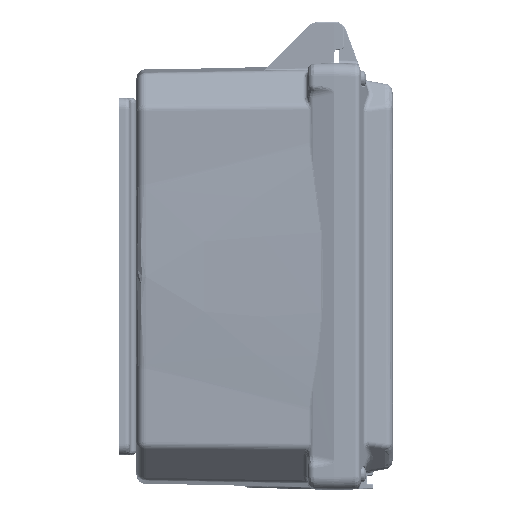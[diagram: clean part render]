
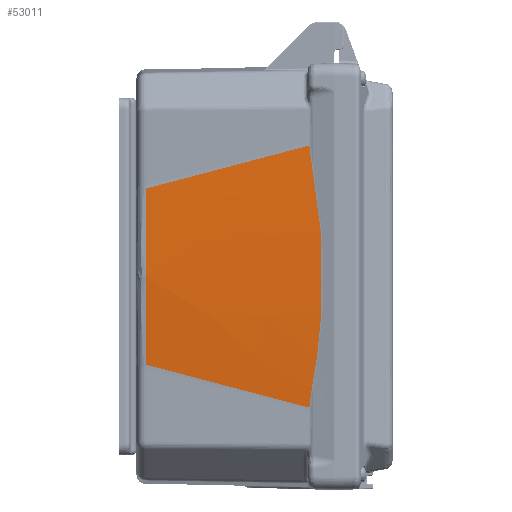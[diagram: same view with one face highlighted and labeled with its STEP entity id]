
A CAD part, front view. The second image highlights one B-rep face of the part: STEP entity #53011.
In plain terms, the highlighted free-form (B-spline) face has degree [3, 3] with [8, 4] control points.
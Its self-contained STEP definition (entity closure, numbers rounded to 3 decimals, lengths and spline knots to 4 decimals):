
#15766=CARTESIAN_POINT('',(-3.777,-5.0822,
-1.7577));
#15767=CARTESIAN_POINT('',(-3.4295,-5.0879,
-1.8499));
#15768=CARTESIAN_POINT('',(-2.7235,-5.0998,
-2.0368));
#15769=CARTESIAN_POINT('',(-1.6307,-5.1183,
-2.325));
#15770=CARTESIAN_POINT('',(-0.8819,-5.1312,
-2.522));
#15771=CARTESIAN_POINT('',(-0.5022,-5.1377,
-2.6217));
#15780=CARTESIAN_POINT('',(-0.4515,-5.1577,
-2.2359));
#15781=CARTESIAN_POINT('',(-0.4548,-5.1569,
-2.2525));
#15782=CARTESIAN_POINT('',(-0.4616,-5.1552,
-2.2871));
#15783=CARTESIAN_POINT('',(-0.4686,-5.1524,
-2.3436));
#15784=CARTESIAN_POINT('',(-0.477,-5.1493,
-2.4046));
#15785=CARTESIAN_POINT('',(-0.4858,-5.1458,
-2.471));
#15786=CARTESIAN_POINT('',(-0.4942,-5.142,
-2.5429));
#15787=CARTESIAN_POINT('',(-0.4995,-5.1392,
-2.5948));
#15788=CARTESIAN_POINT('',(-0.5022,-5.1377,
-2.6217));
#15802=CARTESIAN_POINT('',(-0.4508,-5.1578,
2.2361));
#15803=CARTESIAN_POINT('',(-0.4393,-5.1606,
2.1779));
#15804=CARTESIAN_POINT('',(-0.4145,-5.1669,
2.0475));
#15805=CARTESIAN_POINT('',(-0.374,-5.177,
1.8066));
#15806=CARTESIAN_POINT('',(-0.3343,-5.1869,
1.5292));
#15807=CARTESIAN_POINT('',(-0.2986,-5.1959,
1.2211));
#15808=CARTESIAN_POINT('',(-0.2694,-5.2032,
0.8889));
#15809=CARTESIAN_POINT('',(-0.2488,-5.2083,
0.5395));
#15810=CARTESIAN_POINT('',(-0.2382,-5.211,
0.1796));
#15811=CARTESIAN_POINT('',(-0.2382,-5.2109,
-0.1835));
#15812=CARTESIAN_POINT('',(-0.2489,-5.2083,
-0.5431));
#15813=CARTESIAN_POINT('',(-0.2696,-5.2031,
-0.8921));
#15814=CARTESIAN_POINT('',(-0.2988,-5.1958,
-1.2236));
#15815=CARTESIAN_POINT('',(-0.3346,-5.1868,
-1.5311));
#15816=CARTESIAN_POINT('',(-0.3743,-5.1769,
-1.8078));
#15817=CARTESIAN_POINT('',(-0.4143,-5.1669,
-2.0481));
#15818=CARTESIAN_POINT('',(-0.44,-5.1606,
-2.1779));
#15819=CARTESIAN_POINT('',(-0.4515,-5.1577,
-2.2359));
#15845=CARTESIAN_POINT('',(-0.5022,-5.1377,
2.6217));
#15846=CARTESIAN_POINT('',(-0.4982,-5.1399,
2.5821));
#15847=CARTESIAN_POINT('',(-0.4897,-5.1443,
2.5008));
#15848=CARTESIAN_POINT('',(-0.4729,-5.1512,
2.3698));
#15849=CARTESIAN_POINT('',(-0.46,-5.1555,
2.2812));
#15850=CARTESIAN_POINT('',(-0.4508,-5.1578,
2.2361));
#15943=CARTESIAN_POINT('',(-3.777,-5.0822,
1.7577));
#15956=CARTESIAN_POINT('',(-0.5022,-5.1377,
2.6217));
#15957=CARTESIAN_POINT('',(-0.8819,-5.1312,
2.522));
#15958=CARTESIAN_POINT('',(-1.6307,-5.1183,
2.325));
#15959=CARTESIAN_POINT('',(-2.7235,-5.0998,
2.0368));
#15960=CARTESIAN_POINT('',(-3.4295,-5.0879,
1.8499));
#15961=CARTESIAN_POINT('',(-3.777,-5.0822,
1.7577));
#15963=CARTESIAN_POINT('',(-3.777,-5.0822,
1.7577));
#15964=CARTESIAN_POINT('',(-3.7754,-5.1119,
1.3684));
#15965=CARTESIAN_POINT('',(-3.7732,-5.1516,
0.5877));
#15966=CARTESIAN_POINT('',(-3.7732,-5.1516,
-0.5877));
#15967=CARTESIAN_POINT('',(-3.7754,-5.1119,
-1.3683));
#15968=CARTESIAN_POINT('',(-3.777,-5.0822,
-1.7577));
#19709=VERTEX_POINT('',#15943);
#19711=VERTEX_POINT('',#15968);
#20447=VERTEX_POINT('',#15780);
#20448=VERTEX_POINT('',#15788);
#20451=VERTEX_POINT('',#15802);
#20453=VERTEX_POINT('',#15845);
#52965=CARTESIAN_POINT('',(-0.1675,-5.1379,
2.8161));
#52966=CARTESIAN_POINT('',(-1.3942,-5.1165,
2.4877));
#52967=CARTESIAN_POINT('',(-2.621,-5.0951,
2.1593));
#52968=CARTESIAN_POINT('',(-3.8478,-5.0737,
1.8309));
#52969=CARTESIAN_POINT('',(-0.1675,-5.1393,
2.7895));
#52970=CARTESIAN_POINT('',(-1.3942,-5.1179,
2.4642));
#52971=CARTESIAN_POINT('',(-2.621,-5.0965,
2.139));
#52972=CARTESIAN_POINT('',(-3.8478,-5.0751,
1.8137));
#52973=CARTESIAN_POINT('',(-0.1675,-5.1723,
2.1554));
#52974=CARTESIAN_POINT('',(-1.3942,-5.1509,
1.9043));
#52975=CARTESIAN_POINT('',(-2.621,-5.1294,
1.6531));
#52976=CARTESIAN_POINT('',(-3.8478,-5.108,
1.4019));
#52977=CARTESIAN_POINT('',(-0.1675,-5.2147,
0.9127));
#52978=CARTESIAN_POINT('',(-1.3942,-5.1933,
0.8064));
#52979=CARTESIAN_POINT('',(-2.621,-5.1718,
0.7002));
#52980=CARTESIAN_POINT('',(-3.8478,-5.1504,
0.5939));
#52981=CARTESIAN_POINT('',(-0.1675,-5.2147,
-0.9127));
#52982=CARTESIAN_POINT('',(-1.3942,-5.1933,
-0.8064));
#52983=CARTESIAN_POINT('',(-2.621,-5.1718,
-0.7002));
#52984=CARTESIAN_POINT('',(-3.8478,-5.1504,
-0.5939));
#52985=CARTESIAN_POINT('',(-0.1675,-5.1723,
-2.1554));
#52986=CARTESIAN_POINT('',(-1.3942,-5.1509,
-1.9043));
#52987=CARTESIAN_POINT('',(-2.621,-5.1294,
-1.6531));
#52988=CARTESIAN_POINT('',(-3.8478,-5.108,
-1.4019));
#52989=CARTESIAN_POINT('',(-0.1675,-5.1393,
-2.7895));
#52990=CARTESIAN_POINT('',(-1.3942,-5.1179,
-2.4642));
#52991=CARTESIAN_POINT('',(-2.621,-5.0965,
-2.139));
#52992=CARTESIAN_POINT('',(-3.8478,-5.0751,
-1.8137));
#52993=CARTESIAN_POINT('',(-0.1675,-5.1379,
-2.8161));
#52994=CARTESIAN_POINT('',(-1.3942,-5.1165,
-2.4877));
#52995=CARTESIAN_POINT('',(-2.621,-5.0951,
-2.1593));
#52996=CARTESIAN_POINT('',(-3.8478,-5.0737,
-1.8309));
#52997=B_SPLINE_SURFACE_WITH_KNOTS('',3,3,((#52965,#52966,#52967,#52968),
(#52969,#52970,#52971,#52972),(#52973,#52974,#52975,#52976),(#52977,#52978,
#52979,#52980),(#52981,#52982,#52983,#52984),(#52985,#52986,#52987,#52988),(
#52989,#52990,#52991,#52992),(#52993,#52994,#52995,#52996)),.UNSPECIFIED.,.F.,
.F.,.F.,(4,1,1,1,1,4),(4,4),(-0.0146,0.,0.3333,
0.6667,1.,1.0146),(0.0423,0.9717),
.UNSPECIFIED.);
#52999=ORIENTED_EDGE('',*,*,#52998,.T.);
#53000=ORIENTED_EDGE('',*,*,#52956,.F.);
#53002=ORIENTED_EDGE('',*,*,#53001,.F.);
#53004=ORIENTED_EDGE('',*,*,#53003,.F.);
#53006=ORIENTED_EDGE('',*,*,#53005,.T.);
#53008=ORIENTED_EDGE('',*,*,#53007,.T.);
#53009=EDGE_LOOP('',(#52999,#53000,#53002,#53004,#53006,#53008));
#53010=FACE_OUTER_BOUND('',#53009,.F.);
#53011=ADVANCED_FACE('',(#53010),#52997,.F.);
#15772=B_SPLINE_CURVE_WITH_KNOTS('',3,(#15766,#15767,#15768,#15769,#15770,
#15771),.UNSPECIFIED.,.F.,.F.,(4,1,1,4),(0.,0.3333,
0.6667,1.),.UNSPECIFIED.);
#15789=B_SPLINE_CURVE_WITH_KNOTS('',3,(#15780,#15781,#15782,#15783,#15784,
#15785,#15786,#15787,#15788),.UNSPECIFIED.,.F.,.F.,(4,1,1,1,1,1,4),(0.,
0.1667,0.3333,0.5,0.6667,0.8333,
1.),.UNSPECIFIED.);
#15820=B_SPLINE_CURVE_WITH_KNOTS('',3,(#15802,#15803,#15804,#15805,#15806,
#15807,#15808,#15809,#15810,#15811,#15812,#15813,#15814,#15815,#15816,#15817,
#15818,#15819),.UNSPECIFIED.,.F.,.F.,(4,1,1,1,1,1,1,1,1,1,1,1,1,1,1,4),(0.,
0.0667,0.1333,0.2,0.2667,0.3333,
0.4,0.4667,0.5333,0.6,0.6667,
0.7333,0.8,0.8667,0.9333,1.),
.UNSPECIFIED.);
#15851=B_SPLINE_CURVE_WITH_KNOTS('',3,(#15845,#15846,#15847,#15848,#15849,
#15850),.UNSPECIFIED.,.F.,.F.,(4,1,1,4),(0.,0.3333,
0.6667,1.),.UNSPECIFIED.);
#15962=B_SPLINE_CURVE_WITH_KNOTS('',3,(#15956,#15957,#15958,#15959,#15960,
#15961),.UNSPECIFIED.,.F.,.F.,(4,1,1,4),(0.,0.3333,
0.6667,1.),.UNSPECIFIED.);
#15969=B_SPLINE_CURVE_WITH_KNOTS('',3,(#15963,#15964,#15965,#15966,#15967,
#15968),.UNSPECIFIED.,.F.,.F.,(4,1,1,4),(0.,0.3333,
0.6667,1.),.UNSPECIFIED.);
#52956=EDGE_CURVE('',#19711,#20448,#15772,.T.);
#52998=EDGE_CURVE('',#20447,#20448,#15789,.T.);
#53001=EDGE_CURVE('',#19709,#19711,#15969,.T.);
#53003=EDGE_CURVE('',#20453,#19709,#15962,.T.);
#53005=EDGE_CURVE('',#20453,#20451,#15851,.T.);
#53007=EDGE_CURVE('',#20451,#20447,#15820,.T.);
